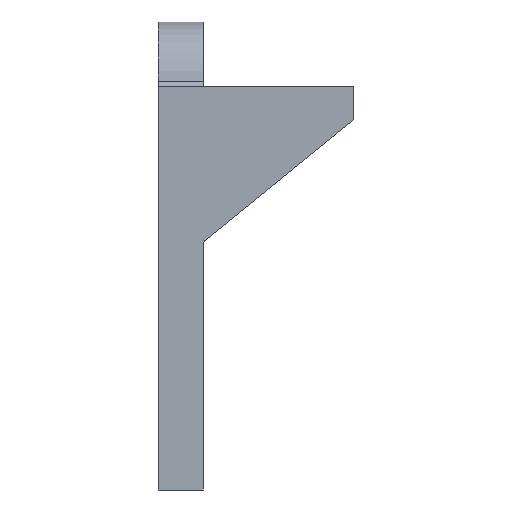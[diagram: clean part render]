
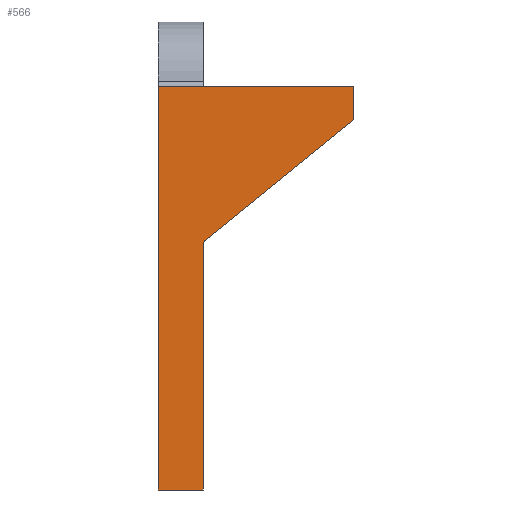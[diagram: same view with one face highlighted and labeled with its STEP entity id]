
A CAD part, left-side view. The second image highlights one B-rep face of the part: STEP entity #566.
In plain terms, the highlighted planar face has unit normal (-1, 0, 0).
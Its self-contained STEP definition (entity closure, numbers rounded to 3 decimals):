
#45 = AXIS2_PLACEMENT_3D ( 'NONE', #1189, #2215, #2348 ) ;
#60 = EDGE_CURVE ( 'NONE', #101, #1427, #795, .T. ) ;
#101 = VERTEX_POINT ( 'NONE', #219 ) ;
#137 = ORIENTED_EDGE ( 'NONE', *, *, #1333, .F. ) ;
#187 = CARTESIAN_POINT ( 'NONE',  ( -21.7, -1., 8.5 ) ) ;
#219 = CARTESIAN_POINT ( 'NONE',  ( -21.7, -9.8, -69.912 ) ) ;
#232 = DIRECTION ( 'NONE',  ( 0., -0.776, 0.63 ) ) ;
#283 = VECTOR ( 'NONE', #232, 1000. ) ;
#362 = PLANE ( 'NONE',  #990 ) ;
#422 = CARTESIAN_POINT ( 'NONE',  ( -21.7, -9.8, -21.712 ) ) ;
#473 = VECTOR ( 'NONE', #1715, 1000. ) ;
#555 = LINE ( 'NONE', #760, #2461 ) ;
#566 = ADVANCED_FACE ( 'NONE', ( #1508 ), #362, .F. ) ;
#595 = LINE ( 'NONE', #187, #473 ) ;
#615 = DIRECTION ( 'NONE',  ( 0., 0., -1. ) ) ;
#624 = ORIENTED_EDGE ( 'NONE', *, *, #1905, .F. ) ;
#652 = LINE ( 'NONE', #1759, #876 ) ;
#661 = DIRECTION ( 'NONE',  ( 0., 1., 0. ) ) ;
#692 = DIRECTION ( 'NONE',  ( 0., 1., 0. ) ) ;
#712 = CARTESIAN_POINT ( 'NONE',  ( -21.7, -9.8, -22.188 ) ) ;
#725 = ORIENTED_EDGE ( 'NONE', *, *, #774, .F. ) ;
#760 = CARTESIAN_POINT ( 'NONE',  ( -21.7, -39., 8.5 ) ) ;
#774 = EDGE_CURVE ( 'NONE', #1362, #1256, #595, .T. ) ;
#795 = LINE ( 'NONE', #1139, #2298 ) ;
#797 = CARTESIAN_POINT ( 'NONE',  ( -21.7, -39., 2. ) ) ;
#876 = VECTOR ( 'NONE', #661, 1000. ) ;
#901 = VERTEX_POINT ( 'NONE', #1038 ) ;
#943 = DIRECTION ( 'NONE',  ( 0., 0., 1. ) ) ;
#990 = AXIS2_PLACEMENT_3D ( 'NONE', #2263, #1473, #692 ) ;
#998 = CARTESIAN_POINT ( 'NONE',  ( -21.7, -39., 8.5 ) ) ;
#1005 = ORIENTED_EDGE ( 'NONE', *, *, #1347, .T. ) ;
#1038 = CARTESIAN_POINT ( 'NONE',  ( -21.7, -10.17, -21.411 ) ) ;
#1139 = CARTESIAN_POINT ( 'NONE',  ( -21.7, -9.8, 0. ) ) ;
#1189 = CARTESIAN_POINT ( 'NONE',  ( -21.7, -10.8, -22.188 ) ) ;
#1209 = EDGE_CURVE ( 'NONE', #901, #2363, #1331, .T. ) ;
#1247 = EDGE_LOOP ( 'NONE', ( #1005, #137, #1315, #2365, #1774, #624, #725 ) ) ;
#1256 = VERTEX_POINT ( 'NONE', #998 ) ;
#1315 = ORIENTED_EDGE ( 'NONE', *, *, #60, .T. ) ;
#1331 = LINE ( 'NONE', #422, #283 ) ;
#1333 = EDGE_CURVE ( 'NONE', #101, #2443, #652, .T. ) ;
#1347 = EDGE_CURVE ( 'NONE', #1362, #2443, #1425, .T. ) ;
#1362 = VERTEX_POINT ( 'NONE', #1948 ) ;
#1371 = DIRECTION ( 'NONE',  ( 0., 0., -1. ) ) ;
#1402 = CARTESIAN_POINT ( 'NONE',  ( -21.7, -1., -69.912 ) ) ;
#1425 = LINE ( 'NONE', #2326, #1630 ) ;
#1427 = VERTEX_POINT ( 'NONE', #712 ) ;
#1473 = DIRECTION ( 'NONE',  ( 1., 0., 0. ) ) ;
#1508 = FACE_OUTER_BOUND ( 'NONE', #1247, .T. ) ;
#1556 = CIRCLE ( 'NONE', #45, 1. ) ;
#1630 = VECTOR ( 'NONE', #615, 1000. ) ;
#1715 = DIRECTION ( 'NONE',  ( 0., -1., 0. ) ) ;
#1759 = CARTESIAN_POINT ( 'NONE',  ( -21.7, -9.8, -69.912 ) ) ;
#1774 = ORIENTED_EDGE ( 'NONE', *, *, #1209, .T. ) ;
#1905 = EDGE_CURVE ( 'NONE', #1256, #2363, #555, .T. ) ;
#1948 = CARTESIAN_POINT ( 'NONE',  ( -21.7, -1., 8.5 ) ) ;
#2215 = DIRECTION ( 'NONE',  ( 1., 0., 0. ) ) ;
#2263 = CARTESIAN_POINT ( 'NONE',  ( -21.7, -1., 8.5 ) ) ;
#2298 = VECTOR ( 'NONE', #943, 1000. ) ;
#2326 = CARTESIAN_POINT ( 'NONE',  ( -21.7, -1., 8.5 ) ) ;
#2348 = DIRECTION ( 'NONE',  ( 0., 1., 0. ) ) ;
#2363 = VERTEX_POINT ( 'NONE', #797 ) ;
#2365 = ORIENTED_EDGE ( 'NONE', *, *, #2423, .T. ) ;
#2423 = EDGE_CURVE ( 'NONE', #1427, #901, #1556, .T. ) ;
#2443 = VERTEX_POINT ( 'NONE', #1402 ) ;
#2461 = VECTOR ( 'NONE', #1371, 1000. ) ;
